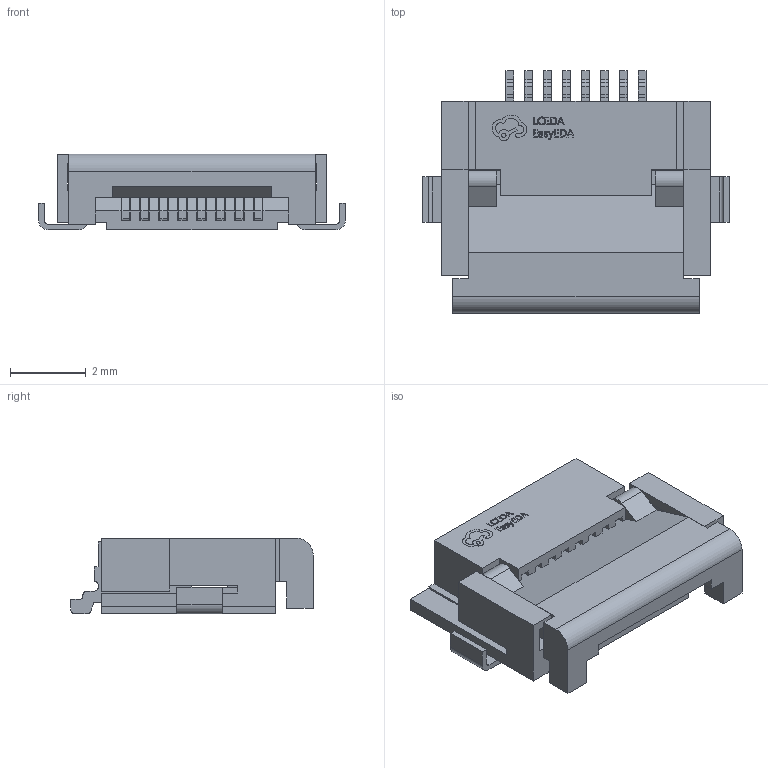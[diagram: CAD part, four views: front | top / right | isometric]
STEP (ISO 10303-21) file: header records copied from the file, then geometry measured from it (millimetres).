
FILE_DESCRIPTION (( 'STEP AP214' ), '1' );
FILE_NAME ('FPC-SMD_8P-P0.50_FH12S-8S-0.5SH-55.step', '2022-07-06T12:10:44', ( '' ), ( '' ), 'SwSTEP 2.0', 'SolidWorks 2020', '' );
FILE_SCHEMA (( 'AUTOMOTIVE_DESIGN' ));
Length unit declared in the file: millimetre
Products named in the file (1): FPC-SMD_8P-P0.50_FH12S-8S-0.5SH-55
Bounding box: 8.1 x 6.4 x 2 mm (x, y, z)
Volume: 53.8 mm3; surface area: 353.1 mm2
Topology: 12 solids, 12 shells, 660 faces, 1881 edges, 1252 vertices
Faces by surface type: plane 475, bspline 98, cylinder 87
Entity records: 29236 total; most frequent: CARTESIAN_POINT 5100, ORIENTED_EDGE 3762, DIRECTION 2981, EDGE_CURVE 1881, VECTOR 1507, LINE 1507, VERTEX_POINT 1252, AXIS2_PLACEMENT_3D 737
